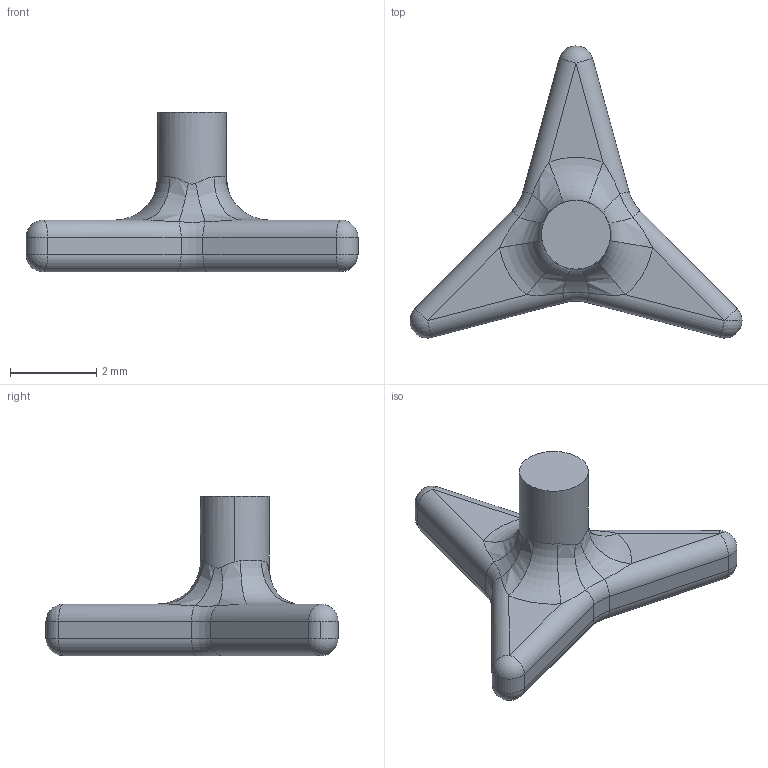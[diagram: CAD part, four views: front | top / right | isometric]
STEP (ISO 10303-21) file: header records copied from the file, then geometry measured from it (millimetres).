
FILE_DESCRIPTION (( 'STEP AP214' ), '1' );
FILE_NAME ('CentralPart.STEP', '2025-04-05T19:59:32', ( '' ), ( '' ), 'SwSTEP 2.0', 'SolidWorks 2020', '' );
FILE_SCHEMA (( 'AUTOMOTIVE_DESIGN' ));
Length unit declared in the file: millimetre
Products named in the file (1): CentralPart
Bounding box: 7.7 x 6.78 x 3.7 mm (x, y, z)
Volume: 28.9 mm3; surface area: 72.1 mm2
Topology: 1 solids, 1 shells, 58 faces, 136 edges, 74 vertices
Faces by surface type: cylinder 21, plane 11, torus 9, bspline 9, sphere 8
Entity records: 1738 total; most frequent: CARTESIAN_POINT 490, DIRECTION 269, ORIENTED_EDGE 248, EDGE_CURVE 124, AXIS2_PLACEMENT_3D 115, VERTEX_POINT 68, CIRCLE 65, FACE_OUTER_BOUND 58
